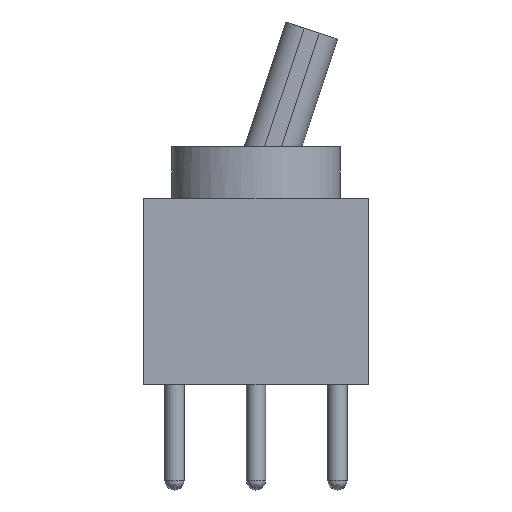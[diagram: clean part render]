
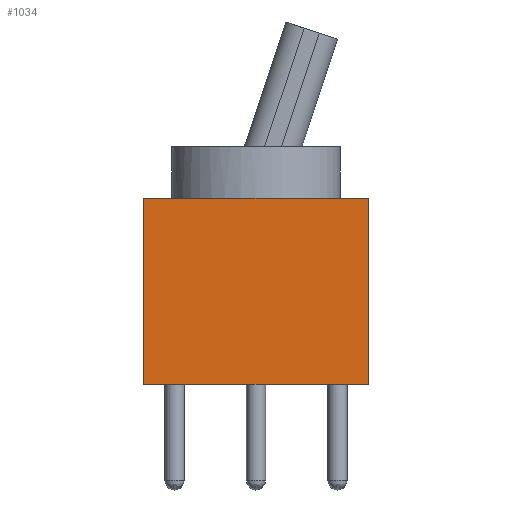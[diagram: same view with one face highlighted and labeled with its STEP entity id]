
A CAD part, front view. The second image highlights one B-rep face of the part: STEP entity #1034.
In plain terms, the highlighted planar face has unit normal (0, -1, 0).
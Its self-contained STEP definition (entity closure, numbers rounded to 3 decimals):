
#36 = EDGE_CURVE ( 'NONE', #963, #309, #1772, .T. ) ;
#86 = ORIENTED_EDGE ( 'NONE', *, *, #1244, .T. ) ;
#121 = CARTESIAN_POINT ( 'NONE',  ( 7., 0., 5.8 ) ) ;
#133 = DIRECTION ( 'NONE',  ( 0., 0., 1. ) ) ;
#211 = ORIENTED_EDGE ( 'NONE', *, *, #887, .T. ) ;
#218 = VECTOR ( 'NONE', #133, 1000. ) ;
#235 = DIRECTION ( 'NONE',  ( 0., -1., 0. ) ) ;
#309 = VERTEX_POINT ( 'NONE', #1977 ) ;
#328 = DIRECTION ( 'NONE',  ( -1., 0., 0. ) ) ;
#421 = CARTESIAN_POINT ( 'NONE',  ( 0., 0., 0. ) ) ;
#496 = CARTESIAN_POINT ( 'NONE',  ( 7., 0., 5.8 ) ) ;
#507 = VERTEX_POINT ( 'NONE', #1821 ) ;
#553 = PLANE ( 'NONE',  #561 ) ;
#561 = AXIS2_PLACEMENT_3D ( 'NONE', #1703, #235, #728 ) ;
#587 = EDGE_LOOP ( 'NONE', ( #211, #86, #1793, #2093, #1880 ) ) ;
#676 = CARTESIAN_POINT ( 'NONE',  ( 0., 0., 0. ) ) ;
#704 = VERTEX_POINT ( 'NONE', #421 ) ;
#710 = VECTOR ( 'NONE', #766, 1000. ) ;
#728 = DIRECTION ( 'NONE',  ( 0., 0., -1. ) ) ;
#752 = LINE ( 'NONE', #2046, #218 ) ;
#766 = DIRECTION ( 'NONE',  ( -1., 0., 0. ) ) ;
#797 = LINE ( 'NONE', #1288, #1710 ) ;
#840 = LINE ( 'NONE', #496, #1221 ) ;
#857 = FACE_OUTER_BOUND ( 'NONE', #587, .T. ) ;
#887 = EDGE_CURVE ( 'NONE', #704, #507, #797, .T. ) ;
#930 = VERTEX_POINT ( 'NONE', #1146 ) ;
#963 = VERTEX_POINT ( 'NONE', #1530 ) ;
#1034 = ADVANCED_FACE ( 'NONE', ( #857 ), #553, .T. ) ;
#1126 = VECTOR ( 'NONE', #1981, 1000. ) ;
#1146 = CARTESIAN_POINT ( 'NONE',  ( 7., 0., 5.8 ) ) ;
#1221 = VECTOR ( 'NONE', #328, 1000. ) ;
#1244 = EDGE_CURVE ( 'NONE', #507, #930, #752, .T. ) ;
#1288 = CARTESIAN_POINT ( 'NONE',  ( 7., 0., 0. ) ) ;
#1297 = LINE ( 'NONE', #676, #1126 ) ;
#1530 = CARTESIAN_POINT ( 'NONE',  ( 3.5, 0., 5.8 ) ) ;
#1688 = EDGE_CURVE ( 'NONE', #309, #704, #1297, .T. ) ;
#1694 = EDGE_CURVE ( 'NONE', #930, #963, #840, .T. ) ;
#1703 = CARTESIAN_POINT ( 'NONE',  ( 7., 0., 0. ) ) ;
#1710 = VECTOR ( 'NONE', #2021, 1000. ) ;
#1772 = LINE ( 'NONE', #121, #710 ) ;
#1793 = ORIENTED_EDGE ( 'NONE', *, *, #1694, .T. ) ;
#1821 = CARTESIAN_POINT ( 'NONE',  ( 7., 0., 0. ) ) ;
#1880 = ORIENTED_EDGE ( 'NONE', *, *, #1688, .T. ) ;
#1977 = CARTESIAN_POINT ( 'NONE',  ( 0., 0., 5.8 ) ) ;
#1981 = DIRECTION ( 'NONE',  ( 0., 0., -1. ) ) ;
#2021 = DIRECTION ( 'NONE',  ( 1., 0., 0. ) ) ;
#2046 = CARTESIAN_POINT ( 'NONE',  ( 7., 0., 0. ) ) ;
#2093 = ORIENTED_EDGE ( 'NONE', *, *, #36, .T. ) ;
